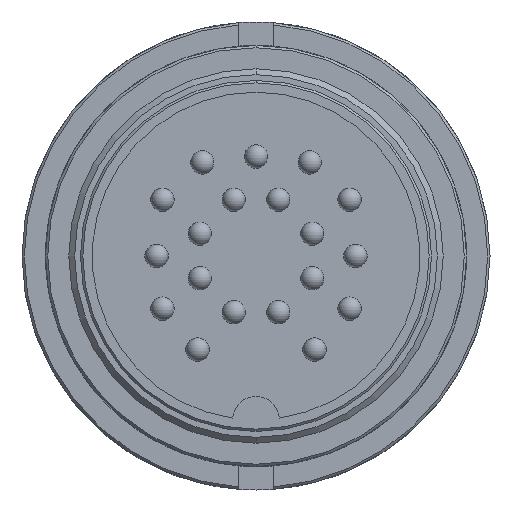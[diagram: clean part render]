
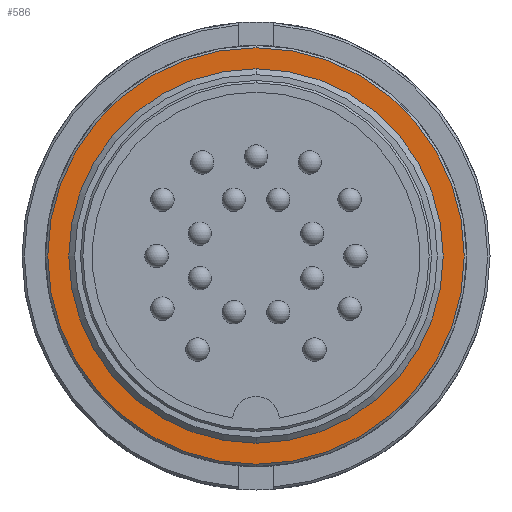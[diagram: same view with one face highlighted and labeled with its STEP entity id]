
A CAD part, front view. The second image highlights one B-rep face of the part: STEP entity #586.
In plain terms, the highlighted planar face has unit normal (0, -1, 0).
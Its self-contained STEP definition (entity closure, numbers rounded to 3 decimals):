
#197=FACE_BOUND('',#1348,.T.);
#198=FACE_BOUND('',#1349,.T.);
#296=PLANE('',#5222);
#586=ADVANCED_FACE('',(#197,#198),#296,.T.);
#1348=EDGE_LOOP('',(#2895,#2896));
#1349=EDGE_LOOP('',(#2897,#2898));
#1385=CIRCLE('',#4639,8.);
#1402=CIRCLE('',#4665,8.9);
#1703=CIRCLE('',#5219,8.9);
#1704=CIRCLE('',#5221,8.);
#2895=ORIENTED_EDGE('',*,*,#4025,.F.);
#2896=ORIENTED_EDGE('',*,*,#3461,.F.);
#2897=ORIENTED_EDGE('',*,*,#3425,.T.);
#2898=ORIENTED_EDGE('',*,*,#4026,.T.);
#3009=VERTEX_POINT('',#6853);
#3011=VERTEX_POINT('',#6857);
#3038=VERTEX_POINT('',#6929);
#3039=VERTEX_POINT('',#6931);
#3425=EDGE_CURVE('',#3009,#3011,#1385,.T.);
#3461=EDGE_CURVE('',#3038,#3039,#1402,.T.);
#4025=EDGE_CURVE('',#3039,#3038,#1703,.T.);
#4026=EDGE_CURVE('',#3011,#3009,#1704,.T.);
#4639=AXIS2_PLACEMENT_3D('',#6858,#5295,#5296);
#4665=AXIS2_PLACEMENT_3D('',#6930,#5366,#5367);
#5219=AXIS2_PLACEMENT_3D('',#8113,#6737,#6738);
#5221=AXIS2_PLACEMENT_3D('',#8115,#6741,#6742);
#5222=AXIS2_PLACEMENT_3D('',#8116,#6743,#6744);
#5295=DIRECTION('',(0.,1.,0.));
#5296=DIRECTION('',(0.,0.,1.));
#5366=DIRECTION('',(0.,1.,0.));
#5367=DIRECTION('',(0.,0.,-1.));
#6737=DIRECTION('',(0.,1.,0.));
#6738=DIRECTION('',(0.,0.,-1.));
#6741=DIRECTION('',(0.,1.,0.));
#6742=DIRECTION('',(0.,0.,1.));
#6743=DIRECTION('',(0.,-1.,0.));
#6744=DIRECTION('',(0.,0.,-1.));
#6853=CARTESIAN_POINT('',(0.,-8.5,8.));
#6857=CARTESIAN_POINT('',(0.,-8.5,-8.));
#6858=CARTESIAN_POINT('',(0.,-8.5,0.));
#6929=CARTESIAN_POINT('',(0.,-8.5,-8.9));
#6930=CARTESIAN_POINT('',(0.,-8.5,0.));
#6931=CARTESIAN_POINT('',(0.,-8.5,8.9));
#8113=CARTESIAN_POINT('',(0.,-8.5,0.));
#8115=CARTESIAN_POINT('',(0.,-8.5,0.));
#8116=CARTESIAN_POINT('',(0.,-8.5,8.5));
